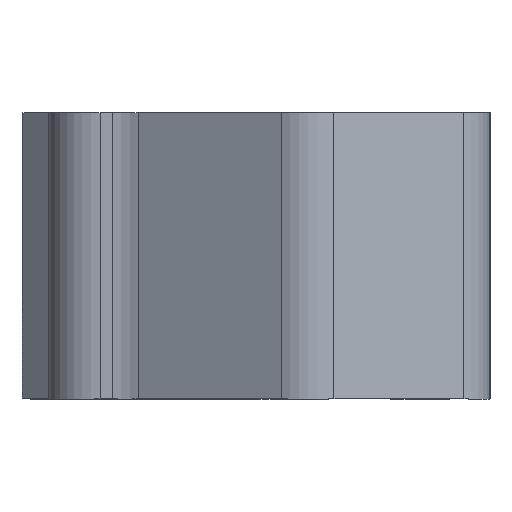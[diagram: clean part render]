
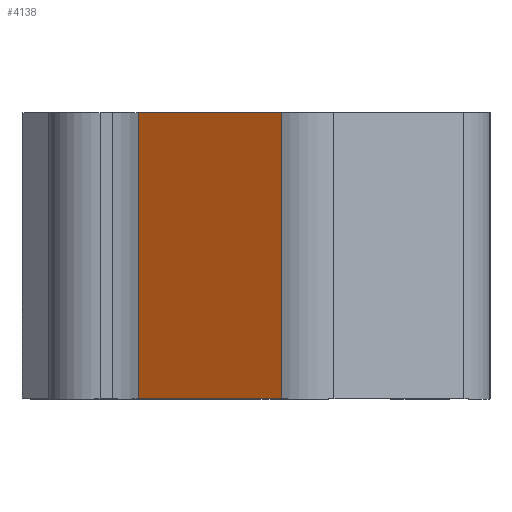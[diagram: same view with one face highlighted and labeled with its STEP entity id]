
A CAD part, left-side view. The second image highlights one B-rep face of the part: STEP entity #4138.
In plain terms, the highlighted planar face has unit normal (-0.866, 0.5, 0).
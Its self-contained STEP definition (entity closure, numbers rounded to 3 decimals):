
#44 = PLANE('',#45);
#45 = AXIS2_PLACEMENT_3D('',#46,#47,#48);
#46 = CARTESIAN_POINT('',(0.,2.908,
    0.));
#47 = DIRECTION('',(0.,0.,-1.));
#48 = DIRECTION('',(-1.,0.,0.));
#100 = PLANE('',#101);
#101 = AXIS2_PLACEMENT_3D('',#102,#103,#104);
#102 = CARTESIAN_POINT('',(0.,2.908,11.));
#103 = DIRECTION('',(0.,0.,1.));
#104 = DIRECTION('',(1.,0.,0.));
#443 = VERTEX_POINT('',#444);
#444 = CARTESIAN_POINT('',(-27.506,1.,0.));
#463 = CYLINDRICAL_SURFACE('',#464,2.);
#464 = AXIS2_PLACEMENT_3D('',#465,#466,#467);
#465 = CARTESIAN_POINT('',(-25.774,0.,
    0.));
#466 = DIRECTION('',(0.,0.,1.));
#467 = DIRECTION('',(-0.866,0.5,0.));
#475 = EDGE_CURVE('',#476,#443,#478,.T.);
#476 = VERTEX_POINT('',#477);
#477 = CARTESIAN_POINT('',(-24.309,6.536,
    0.));
#478 = SURFACE_CURVE('',#479,(#483,#490),.PCURVE_S1.);
#479 = LINE('',#480,#481);
#480 = CARTESIAN_POINT('',(-24.041,7.,0.));
#481 = VECTOR('',#482,1.);
#482 = DIRECTION('',(-0.5,-0.866,0.));
#483 = PCURVE('',#44,#484);
#484 = DEFINITIONAL_REPRESENTATION('',(#485),#489);
#485 = LINE('',#486,#487);
#486 = CARTESIAN_POINT('',(24.041,4.092));
#487 = VECTOR('',#488,1.);
#488 = DIRECTION('',(0.5,-0.866));
#489 = ( GEOMETRIC_REPRESENTATION_CONTEXT(2) 
PARAMETRIC_REPRESENTATION_CONTEXT() REPRESENTATION_CONTEXT('2D SPACE',''
  ) );
#490 = PCURVE('',#491,#496);
#491 = PLANE('',#492);
#492 = AXIS2_PLACEMENT_3D('',#493,#494,#495);
#493 = CARTESIAN_POINT('',(-24.041,7.,0.));
#494 = DIRECTION('',(0.866,-0.5,0.));
#495 = DIRECTION('',(-0.5,-0.866,0.));
#496 = DEFINITIONAL_REPRESENTATION('',(#497),#501);
#497 = LINE('',#498,#499);
#498 = CARTESIAN_POINT('',(0.,0.));
#499 = VECTOR('',#500,1.);
#500 = DIRECTION('',(1.,0.));
#501 = ( GEOMETRIC_REPRESENTATION_CONTEXT(2) 
PARAMETRIC_REPRESENTATION_CONTEXT() REPRESENTATION_CONTEXT('2D SPACE',''
  ) );
#520 = CYLINDRICAL_SURFACE('',#521,2.);
#521 = AXIS2_PLACEMENT_3D('',#522,#523,#524);
#522 = CARTESIAN_POINT('',(-26.041,7.536,
    0.));
#523 = DIRECTION('',(0.,0.,1.));
#524 = DIRECTION('',(1.,0.,0.));
#2542 = VERTEX_POINT('',#2543);
#2543 = CARTESIAN_POINT('',(-24.309,6.536,11.));
#2569 = EDGE_CURVE('',#2542,#2570,#2572,.T.);
#2570 = VERTEX_POINT('',#2571);
#2571 = CARTESIAN_POINT('',(-27.506,1.,11.));
#2572 = SURFACE_CURVE('',#2573,(#2577,#2584),.PCURVE_S1.);
#2573 = LINE('',#2574,#2575);
#2574 = CARTESIAN_POINT('',(-24.041,7.,11.));
#2575 = VECTOR('',#2576,1.);
#2576 = DIRECTION('',(-0.5,-0.866,0.));
#2577 = PCURVE('',#100,#2578);
#2578 = DEFINITIONAL_REPRESENTATION('',(#2579),#2583);
#2579 = LINE('',#2580,#2581);
#2580 = CARTESIAN_POINT('',(-24.041,4.092));
#2581 = VECTOR('',#2582,1.);
#2582 = DIRECTION('',(-0.5,-0.866));
#2583 = ( GEOMETRIC_REPRESENTATION_CONTEXT(2) 
PARAMETRIC_REPRESENTATION_CONTEXT() REPRESENTATION_CONTEXT('2D SPACE',''
  ) );
#2584 = PCURVE('',#491,#2585);
#2585 = DEFINITIONAL_REPRESENTATION('',(#2586),#2590);
#2586 = LINE('',#2587,#2588);
#2587 = CARTESIAN_POINT('',(0.,-11.));
#2588 = VECTOR('',#2589,1.);
#2589 = DIRECTION('',(1.,0.));
#2590 = ( GEOMETRIC_REPRESENTATION_CONTEXT(2) 
PARAMETRIC_REPRESENTATION_CONTEXT() REPRESENTATION_CONTEXT('2D SPACE',''
  ) );
#4116 = EDGE_CURVE('',#476,#2542,#4117,.T.);
#4117 = SURFACE_CURVE('',#4118,(#4122,#4129),.PCURVE_S1.);
#4118 = LINE('',#4119,#4120);
#4119 = CARTESIAN_POINT('',(-24.309,6.536,
    0.));
#4120 = VECTOR('',#4121,1.);
#4121 = DIRECTION('',(0.,0.,1.));
#4122 = PCURVE('',#520,#4123);
#4123 = DEFINITIONAL_REPRESENTATION('',(#4124),#4128);
#4124 = LINE('',#4125,#4126);
#4125 = CARTESIAN_POINT('',(-0.524,0.));
#4126 = VECTOR('',#4127,1.);
#4127 = DIRECTION('',(-0.,1.));
#4128 = ( GEOMETRIC_REPRESENTATION_CONTEXT(2) 
PARAMETRIC_REPRESENTATION_CONTEXT() REPRESENTATION_CONTEXT('2D SPACE',''
  ) );
#4129 = PCURVE('',#491,#4130);
#4130 = DEFINITIONAL_REPRESENTATION('',(#4131),#4135);
#4131 = LINE('',#4132,#4133);
#4132 = CARTESIAN_POINT('',(0.536,0.));
#4133 = VECTOR('',#4134,1.);
#4134 = DIRECTION('',(0.,-1.));
#4135 = ( GEOMETRIC_REPRESENTATION_CONTEXT(2) 
PARAMETRIC_REPRESENTATION_CONTEXT() REPRESENTATION_CONTEXT('2D SPACE',''
  ) );
#4138 = ADVANCED_FACE('',(#4139),#491,.F.);
#4139 = FACE_BOUND('',#4140,.F.);
#4140 = EDGE_LOOP('',(#4141,#4142,#4143,#4144));
#4141 = ORIENTED_EDGE('',*,*,#475,.F.);
#4142 = ORIENTED_EDGE('',*,*,#4116,.T.);
#4143 = ORIENTED_EDGE('',*,*,#2569,.T.);
#4144 = ORIENTED_EDGE('',*,*,#4145,.F.);
#4145 = EDGE_CURVE('',#443,#2570,#4146,.T.);
#4146 = SURFACE_CURVE('',#4147,(#4151,#4158),.PCURVE_S1.);
#4147 = LINE('',#4148,#4149);
#4148 = CARTESIAN_POINT('',(-27.506,1.,0.));
#4149 = VECTOR('',#4150,1.);
#4150 = DIRECTION('',(0.,0.,1.));
#4151 = PCURVE('',#491,#4152);
#4152 = DEFINITIONAL_REPRESENTATION('',(#4153),#4157);
#4153 = LINE('',#4154,#4155);
#4154 = CARTESIAN_POINT('',(6.928,0.));
#4155 = VECTOR('',#4156,1.);
#4156 = DIRECTION('',(0.,-1.));
#4157 = ( GEOMETRIC_REPRESENTATION_CONTEXT(2) 
PARAMETRIC_REPRESENTATION_CONTEXT() REPRESENTATION_CONTEXT('2D SPACE',''
  ) );
#4158 = PCURVE('',#463,#4159);
#4159 = DEFINITIONAL_REPRESENTATION('',(#4160),#4164);
#4160 = LINE('',#4161,#4162);
#4161 = CARTESIAN_POINT('',(0.,0.));
#4162 = VECTOR('',#4163,1.);
#4163 = DIRECTION('',(0.,1.));
#4164 = ( GEOMETRIC_REPRESENTATION_CONTEXT(2) 
PARAMETRIC_REPRESENTATION_CONTEXT() REPRESENTATION_CONTEXT('2D SPACE',''
  ) );
